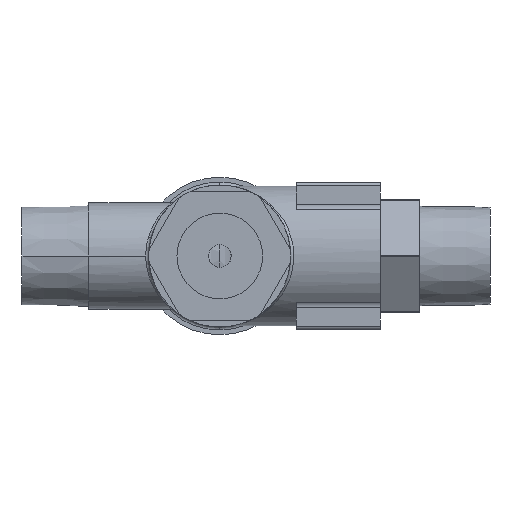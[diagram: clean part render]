
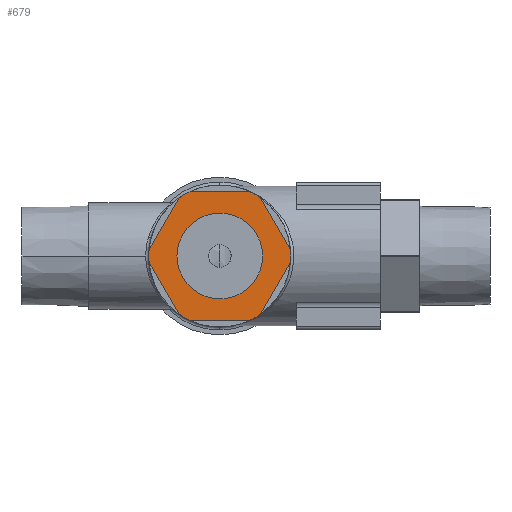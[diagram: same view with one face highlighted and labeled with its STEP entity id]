
A CAD part, front view. The second image highlights one B-rep face of the part: STEP entity #679.
In plain terms, the highlighted planar face has unit normal (0, -1, 0).
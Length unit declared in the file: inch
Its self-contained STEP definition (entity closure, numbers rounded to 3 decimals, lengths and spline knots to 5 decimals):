
#97 = CIRCLE ( 'NONE', #4671, 0.2855 ) ;
#344 = VERTEX_POINT ( 'NONE', #3880 ) ;
#455 = ORIENTED_EDGE ( 'NONE', *, *, #2439, .T. ) ;
#534 = ORIENTED_EDGE ( 'NONE', *, *, #5795, .T. ) ;
#640 = DIRECTION ( 'NONE',  ( 0.5, 0., 0.866 ) ) ;
#653 = CARTESIAN_POINT ( 'NONE',  ( 0., 0., -0.2855 ) ) ;
#673 = DIRECTION ( 'NONE',  ( 0., 0., -1. ) ) ;
#679 = ADVANCED_FACE ( 'NONE', ( #3886, #744 ), #1659, .T. ) ;
#726 = CARTESIAN_POINT ( 'NONE',  ( 0., 0., 0. ) ) ;
#727 = DIRECTION ( 'NONE',  ( 0., 0., -1. ) ) ;
#744 = FACE_OUTER_BOUND ( 'NONE', #8019, .T. ) ;
#938 = CIRCLE ( 'NONE', #4257, 0.473 ) ;
#1052 = EDGE_CURVE ( 'NONE', #7327, #8418, #3095, .T. ) ;
#1104 = VERTEX_POINT ( 'NONE', #1141 ) ;
#1141 = CARTESIAN_POINT ( 'NONE',  ( -0.47103, 0., 0.04316 ) ) ;
#1241 = CARTESIAN_POINT ( 'NONE',  ( 0.19814, 0., -0.4295 ) ) ;
#1254 = DIRECTION ( 'NONE',  ( -0.5, 0., -0.866 ) ) ;
#1329 = CARTESIAN_POINT ( 'NONE',  ( -0.27289, 0., -0.38634 ) ) ;
#1363 = EDGE_CURVE ( 'NONE', #5806, #5678, #2281, .T. ) ;
#1469 = EDGE_CURVE ( 'NONE', #1914, #7268, #6991, .T. ) ;
#1477 = CARTESIAN_POINT ( 'NONE',  ( 0., 0., 0. ) ) ;
#1556 = EDGE_CURVE ( 'NONE', #7268, #2220, #3416, .T. ) ;
#1630 = VECTOR ( 'NONE', #1254, 39.37008 ) ;
#1659 = PLANE ( 'NONE',  #2668 ) ;
#1747 = EDGE_CURVE ( 'NONE', #6820, #5979, #6612, .T. ) ;
#1797 = ORIENTED_EDGE ( 'NONE', *, *, #8806, .T. ) ;
#1914 = VERTEX_POINT ( 'NONE', #2988 ) ;
#2007 = AXIS2_PLACEMENT_3D ( 'NONE', #3366, #7643, #2657 ) ;
#2207 = CIRCLE ( 'NONE', #3007, 0.473 ) ;
#2220 = VERTEX_POINT ( 'NONE', #2956 ) ;
#2233 = DIRECTION ( 'NONE',  ( 0., 0., -1. ) ) ;
#2277 = DIRECTION ( 'NONE',  ( 0.5, 0., -0.866 ) ) ;
#2281 = LINE ( 'NONE', #3589, #8167 ) ;
#2284 = VERTEX_POINT ( 'NONE', #4334 ) ;
#2307 = DIRECTION ( 'NONE',  ( 0., -1., 0. ) ) ;
#2315 = AXIS2_PLACEMENT_3D ( 'NONE', #1477, #5726, #727 ) ;
#2439 = EDGE_CURVE ( 'NONE', #8418, #5806, #938, .T. ) ;
#2606 = CARTESIAN_POINT ( 'NONE',  ( -0.27289, 0., 0.38634 ) ) ;
#2657 = DIRECTION ( 'NONE',  ( 0., 0., -1. ) ) ;
#2668 = AXIS2_PLACEMENT_3D ( 'NONE', #5184, #6396, #2691 ) ;
#2691 = DIRECTION ( 'NONE',  ( 0., 0., -1. ) ) ;
#2745 = VECTOR ( 'NONE', #4759, 39.37008 ) ;
#2752 = CARTESIAN_POINT ( 'NONE',  ( 0.24797, 0., -0.4295 ) ) ;
#2849 = ORIENTED_EDGE ( 'NONE', *, *, #4032, .F. ) ;
#2875 = VECTOR ( 'NONE', #640, 39.37008 ) ;
#2956 = CARTESIAN_POINT ( 'NONE',  ( 0.47103, 0., 0.04316 ) ) ;
#2988 = CARTESIAN_POINT ( 'NONE',  ( 0.27289, 0., -0.38634 ) ) ;
#3007 = AXIS2_PLACEMENT_3D ( 'NONE', #726, #6242, #6585 ) ;
#3095 = LINE ( 'NONE', #7519, #6669 ) ;
#3109 = CARTESIAN_POINT ( 'NONE',  ( 0.19814, 0., 0.4295 ) ) ;
#3179 = DIRECTION ( 'NONE',  ( 0., 0., -1. ) ) ;
#3366 = CARTESIAN_POINT ( 'NONE',  ( 0., 0., 0. ) ) ;
#3416 = CIRCLE ( 'NONE', #2007, 0.473 ) ;
#3509 = ORIENTED_EDGE ( 'NONE', *, *, #6348, .F. ) ;
#3569 = VECTOR ( 'NONE', #5154, 39.37008 ) ;
#3584 = EDGE_CURVE ( 'NONE', #2220, #344, #8789, .T. ) ;
#3589 = CARTESIAN_POINT ( 'NONE',  ( -0.24797, 0., -0.4295 ) ) ;
#3664 = VERTEX_POINT ( 'NONE', #3109 ) ;
#3880 = CARTESIAN_POINT ( 'NONE',  ( 0.27289, 0., 0.38634 ) ) ;
#3886 = FACE_BOUND ( 'NONE', #4597, .T. ) ;
#3911 = CIRCLE ( 'NONE', #2315, 0.2855 ) ;
#3931 = CARTESIAN_POINT ( 'NONE',  ( -0.47103, 0., -0.04316 ) ) ;
#3951 = CIRCLE ( 'NONE', #5586, 0.473 ) ;
#4032 = EDGE_CURVE ( 'NONE', #9216, #2284, #97, .T. ) ;
#4081 = DIRECTION ( 'NONE',  ( 0., -1., 0. ) ) ;
#4177 = CARTESIAN_POINT ( 'NONE',  ( -0.19814, 0., -0.4295 ) ) ;
#4257 = AXIS2_PLACEMENT_3D ( 'NONE', #8149, #7465, #3179 ) ;
#4334 = CARTESIAN_POINT ( 'NONE',  ( 0., 0., 0.2855 ) ) ;
#4427 = CIRCLE ( 'NONE', #5386, 0.473 ) ;
#4509 = CARTESIAN_POINT ( 'NONE',  ( -0.19814, 0., 0.4295 ) ) ;
#4597 = EDGE_LOOP ( 'NONE', ( #2849, #3509 ) ) ;
#4671 = AXIS2_PLACEMENT_3D ( 'NONE', #9242, #4966, #673 ) ;
#4759 = DIRECTION ( 'NONE',  ( -1., 0., 0. ) ) ;
#4814 = EDGE_CURVE ( 'NONE', #3664, #6820, #6080, .T. ) ;
#4913 = ORIENTED_EDGE ( 'NONE', *, *, #1556, .T. ) ;
#4936 = ORIENTED_EDGE ( 'NONE', *, *, #8465, .T. ) ;
#4966 = DIRECTION ( 'NONE',  ( 0., -1., 0. ) ) ;
#5068 = CARTESIAN_POINT ( 'NONE',  ( 0., 0., 0. ) ) ;
#5122 = ORIENTED_EDGE ( 'NONE', *, *, #1747, .T. ) ;
#5152 = EDGE_CURVE ( 'NONE', #344, #3664, #4427, .T. ) ;
#5154 = DIRECTION ( 'NONE',  ( -0.5, 0., 0.866 ) ) ;
#5156 = ORIENTED_EDGE ( 'NONE', *, *, #1469, .T. ) ;
#5184 = CARTESIAN_POINT ( 'NONE',  ( 0.2855, 0., 0. ) ) ;
#5227 = DIRECTION ( 'NONE',  ( 0., 0., -1. ) ) ;
#5386 = AXIS2_PLACEMENT_3D ( 'NONE', #5068, #7223, #2233 ) ;
#5553 = CARTESIAN_POINT ( 'NONE',  ( 0.49594, 0., 0. ) ) ;
#5586 = AXIS2_PLACEMENT_3D ( 'NONE', #7295, #2307, #5227 ) ;
#5678 = VERTEX_POINT ( 'NONE', #1241 ) ;
#5726 = DIRECTION ( 'NONE',  ( 0., -1., 0. ) ) ;
#5795 = EDGE_CURVE ( 'NONE', #5678, #1914, #3951, .T. ) ;
#5806 = VERTEX_POINT ( 'NONE', #4177 ) ;
#5979 = VERTEX_POINT ( 'NONE', #2606 ) ;
#6080 = LINE ( 'NONE', #8218, #2745 ) ;
#6135 = AXIS2_PLACEMENT_3D ( 'NONE', #8358, #4081, #7656 ) ;
#6242 = DIRECTION ( 'NONE',  ( 0., -1., 0. ) ) ;
#6317 = CARTESIAN_POINT ( 'NONE',  ( -0.24797, 0., 0.4295 ) ) ;
#6348 = EDGE_CURVE ( 'NONE', #2284, #9216, #3911, .T. ) ;
#6396 = DIRECTION ( 'NONE',  ( 0., -1., 0. ) ) ;
#6585 = DIRECTION ( 'NONE',  ( 0., 0., -1. ) ) ;
#6612 = CIRCLE ( 'NONE', #6135, 0.473 ) ;
#6669 = VECTOR ( 'NONE', #2277, 39.37008 ) ;
#6773 = ORIENTED_EDGE ( 'NONE', *, *, #5152, .T. ) ;
#6820 = VERTEX_POINT ( 'NONE', #4509 ) ;
#6854 = CARTESIAN_POINT ( 'NONE',  ( 0.47103, 0., -0.04316 ) ) ;
#6991 = LINE ( 'NONE', #2752, #2875 ) ;
#7107 = LINE ( 'NONE', #6317, #1630 ) ;
#7117 = DIRECTION ( 'NONE',  ( 1., 0., 0. ) ) ;
#7223 = DIRECTION ( 'NONE',  ( 0., -1., 0. ) ) ;
#7268 = VERTEX_POINT ( 'NONE', #6854 ) ;
#7295 = CARTESIAN_POINT ( 'NONE',  ( 0., 0., 0. ) ) ;
#7327 = VERTEX_POINT ( 'NONE', #3931 ) ;
#7449 = ORIENTED_EDGE ( 'NONE', *, *, #4814, .T. ) ;
#7465 = DIRECTION ( 'NONE',  ( 0., -1., 0. ) ) ;
#7519 = CARTESIAN_POINT ( 'NONE',  ( -0.49594, 0., 0. ) ) ;
#7536 = ORIENTED_EDGE ( 'NONE', *, *, #1052, .T. ) ;
#7577 = ORIENTED_EDGE ( 'NONE', *, *, #3584, .T. ) ;
#7643 = DIRECTION ( 'NONE',  ( 0., -1., 0. ) ) ;
#7656 = DIRECTION ( 'NONE',  ( 0., 0., -1. ) ) ;
#8000 = ORIENTED_EDGE ( 'NONE', *, *, #1363, .T. ) ;
#8019 = EDGE_LOOP ( 'NONE', ( #455, #8000, #534, #5156, #4913, #7577, #6773, #7449, #5122, #4936, #1797, #7536 ) ) ;
#8149 = CARTESIAN_POINT ( 'NONE',  ( 0., 0., 0. ) ) ;
#8167 = VECTOR ( 'NONE', #7117, 39.37008 ) ;
#8218 = CARTESIAN_POINT ( 'NONE',  ( 0.24797, 0., 0.4295 ) ) ;
#8358 = CARTESIAN_POINT ( 'NONE',  ( 0., 0., 0. ) ) ;
#8418 = VERTEX_POINT ( 'NONE', #1329 ) ;
#8465 = EDGE_CURVE ( 'NONE', #5979, #1104, #7107, .T. ) ;
#8789 = LINE ( 'NONE', #5553, #3569 ) ;
#8806 = EDGE_CURVE ( 'NONE', #1104, #7327, #2207, .T. ) ;
#9216 = VERTEX_POINT ( 'NONE', #653 ) ;
#9242 = CARTESIAN_POINT ( 'NONE',  ( 0., 0., 0. ) ) ;
